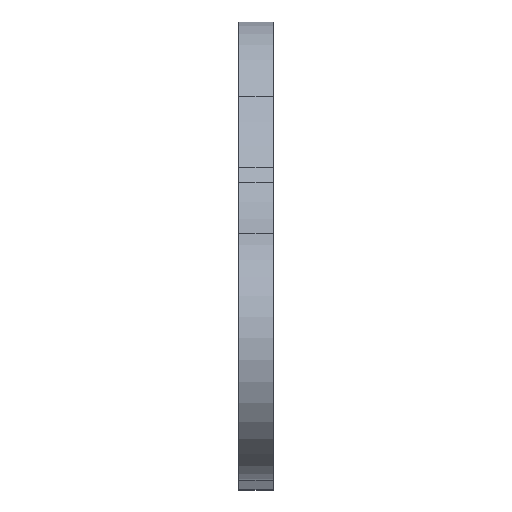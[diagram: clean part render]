
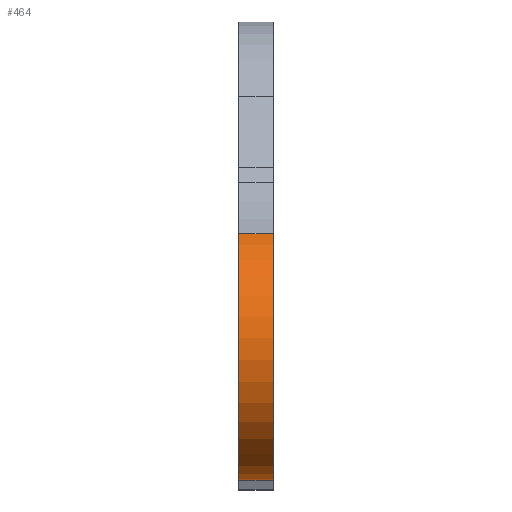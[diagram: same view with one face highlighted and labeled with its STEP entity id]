
A CAD part, front view. The second image highlights one B-rep face of the part: STEP entity #464.
In plain terms, the highlighted cylindrical face has radius 12.123 mm (diameter 24.245 mm), a partial arc.
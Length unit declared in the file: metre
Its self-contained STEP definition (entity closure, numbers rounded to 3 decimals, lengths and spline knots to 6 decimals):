
#22=CYLINDRICAL_SURFACE('',#522,0.012123);
#47=LINE('',#765,#70);
#48=LINE('',#769,#71);
#70=VECTOR('',#616,1.);
#71=VECTOR('',#621,1.);
#119=ORIENTED_EDGE('',*,*,#232,.T.);
#120=ORIENTED_EDGE('',*,*,#221,.F.);
#121=ORIENTED_EDGE('',*,*,#230,.T.);
#122=ORIENTED_EDGE('',*,*,#233,.T.);
#221=EDGE_CURVE('',#280,#281,#322,.T.);
#230=EDGE_CURVE('',#280,#287,#47,.T.);
#232=EDGE_CURVE('',#288,#281,#48,.F.);
#233=EDGE_CURVE('',#287,#288,#327,.T.);
#280=VERTEX_POINT('',#746);
#281=VERTEX_POINT('',#748);
#287=VERTEX_POINT('',#766);
#288=VERTEX_POINT('',#770);
#322=CIRCLE('',#514,0.012123);
#327=CIRCLE('',#523,0.012123);
#357=EDGE_LOOP('',(#119,#120,#121,#122));
#412=FACE_BOUND('',#357,.T.);
#464=ADVANCED_FACE('',(#412),#22,.T.);
#514=AXIS2_PLACEMENT_3D('',#747,#597,#598);
#522=AXIS2_PLACEMENT_3D('',#768,#619,#620);
#523=AXIS2_PLACEMENT_3D('',#771,#622,#623);
#597=DIRECTION('',(-1.,0.,0.));
#598=DIRECTION('',(0.,0.375,0.927));
#616=DIRECTION('',(1.,0.,0.));
#619=DIRECTION('',(1.,0.,0.));
#620=DIRECTION('',(0.,-0.375,-0.927));
#621=DIRECTION('',(1.,0.,0.));
#622=DIRECTION('',(-1.,0.,0.));
#623=DIRECTION('',(0.,0.375,0.927));
#746=CARTESIAN_POINT('',(0.005917,0.87692,-0.060392));
#747=CARTESIAN_POINT('',(0.005917,0.874464,-0.048521));
#748=CARTESIAN_POINT('',(0.005917,0.869063,-0.037668));
#765=CARTESIAN_POINT('',(0.003031,0.87692,-0.060392));
#766=CARTESIAN_POINT('',(0.009092,0.87692,-0.060392));
#768=CARTESIAN_POINT('',(0.003031,0.874464,-0.048521));
#769=CARTESIAN_POINT('',(0.003031,0.869063,-0.037668));
#770=CARTESIAN_POINT('',(0.009092,0.869063,-0.037668));
#771=CARTESIAN_POINT('',(0.009092,0.874464,-0.048521));
